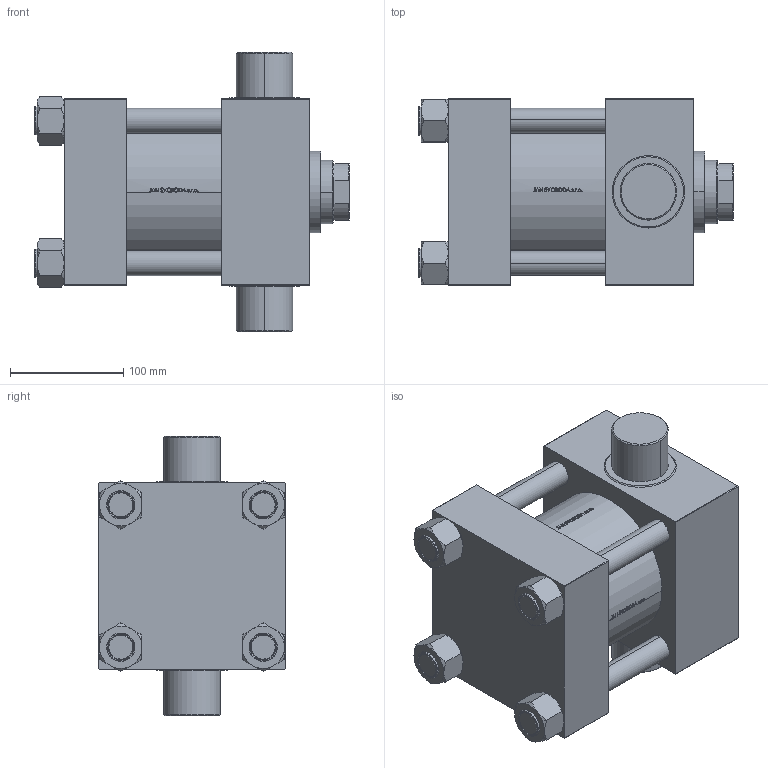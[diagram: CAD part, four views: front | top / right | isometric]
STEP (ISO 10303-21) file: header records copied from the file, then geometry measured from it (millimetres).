
FILE_DESCRIPTION (( 'STEP AP203' ), '1' );
FILE_NAME ('6ea2.STEP', '2023-08-23T03:35:34', ( '' ), ( '' ), 'SwSTEP 2.0', 'SolidWorks 2019', '' );
FILE_SCHEMA (( 'CONFIG_CONTROL_DESIGN' ));
Length unit declared in the file: millimetre
Products named in the file (6): V215CR_K_TYCINKA 630ad5131bb25ab5ee56cca78c5d3a91; V215CR_VCP_K 630ad5131bb25ab5ee56cca78c5d3a91; V215_VC_A 630ad5131bb25ab5ee56cca78c5d3a91; V215CR_K_Body 630ad5131bb25ab5ee56cca78c5d3a91; NUT_M5_K 630ad5131bb25ab5ee56cca78c5d3a91; 6ea2
Assembly tree (11 placements, depth 2):
  6ea2
    V215CR_K_Body 630ad5131bb25ab5ee56cca78c5d3a91
    V215CR_VCP_K 630ad5131bb25ab5ee56cca78c5d3a91
    V215CR_K_TYCINKA 630ad5131bb25ab5ee56cca78c5d3a91  x4
    NUT_M5_K 630ad5131bb25ab5ee56cca78c5d3a91  x4
    V215_VC_A 630ad5131bb25ab5ee56cca78c5d3a91
Bounding box: 278 x 165 x 247 mm (x, y, z)
Volume: 4723718.3 mm3; surface area: 501638.9 mm2
Topology: 11 solids, 11 shells, 1107 faces, 2834 edges, 1833 vertices
Faces by surface type: plane 475, bspline 380, cone 130, cylinder 110, torus 12
Entity records: 46802 total; most frequent: CARTESIAN_POINT 25575, ORIENTED_EDGE 4932, DIRECTION 2958, EDGE_CURVE 2466, VERTEX_POINT 1611, VECTOR 1274, LINE 1274, EDGE_LOOP 1043
